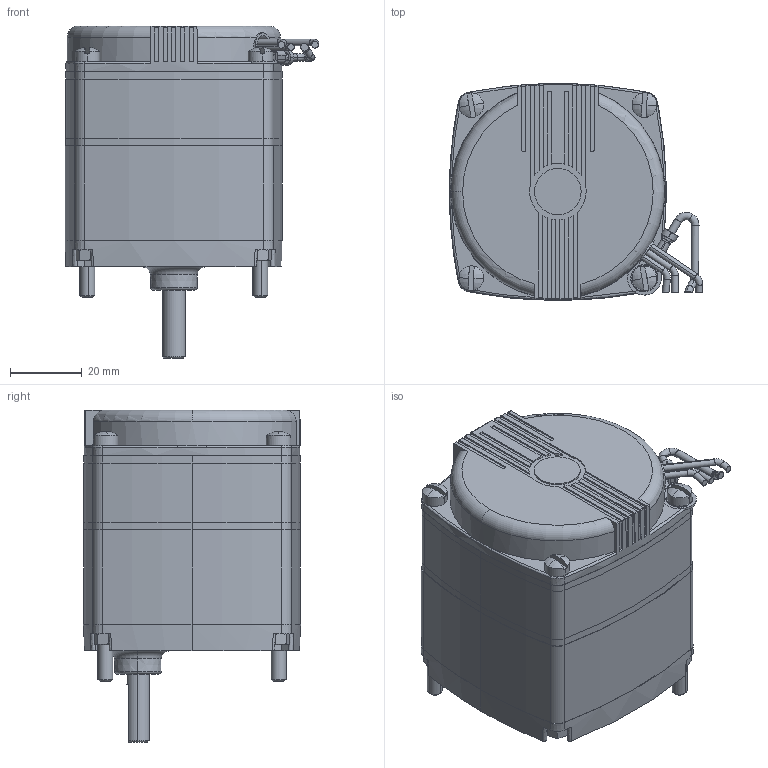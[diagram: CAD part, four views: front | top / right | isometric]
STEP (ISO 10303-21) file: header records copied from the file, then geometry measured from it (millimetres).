
FILE_DESCRIPTION (( 'STEP AP203' ), '1' );
FILE_NAME ('INFM0083.STEP', '2015-09-23T16:04:09', ( 'admin' ), ( '' ), 'SwSTEP 2.0', 'SolidWorks 2014', '' );
FILE_SCHEMA (( 'CONFIG_CONTROL_DESIGN' ));
Length unit declared in the file: inch
Products named in the file (1): INFM0083
Bounding box: 70.67 x 60.56 x 92.56 mm (x, y, z)
Volume: 223647.3 mm3; surface area: 50635.7 mm2
Topology: 18 solids, 18 shells, 612 faces, 1522 edges, 928 vertices
Faces by surface type: plane 215, cylinder 169, cone 99, bspline 89, torus 24, sphere 16
Entity records: 20351 total; most frequent: CARTESIAN_POINT 6537, ORIENTED_EDGE 2996, DIRECTION 2668, EDGE_CURVE 1498, AXIS2_PLACEMENT_3D 1059, VERTEX_POINT 928, EDGE_LOOP 664, FACE_OUTER_BOUND 612
